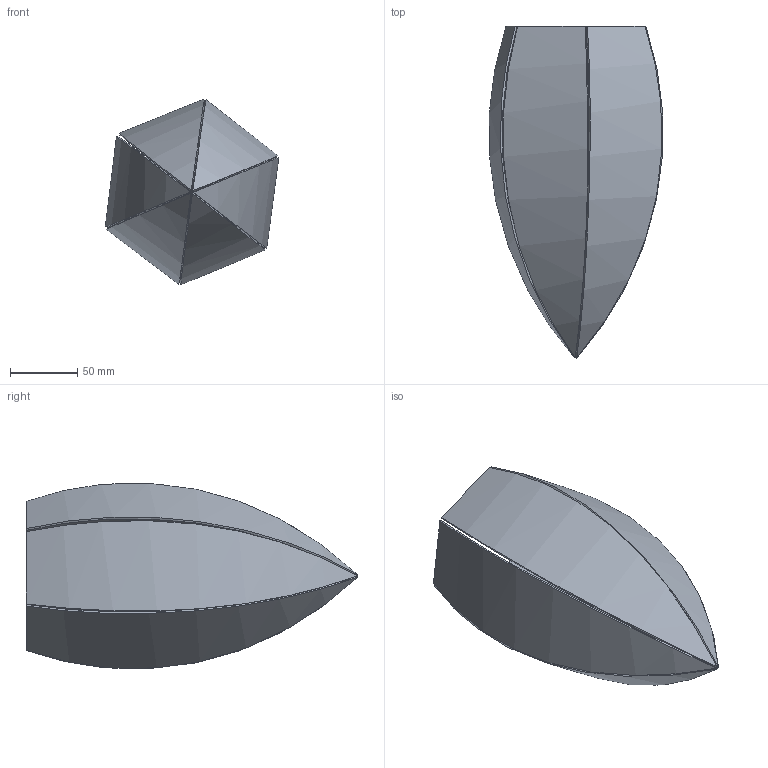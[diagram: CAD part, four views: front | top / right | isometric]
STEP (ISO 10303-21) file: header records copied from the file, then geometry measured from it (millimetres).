
FILE_DESCRIPTION(/* description */ (''),/* implementation_level */ '2;1');
FILE_NAME(/* name */ 'Christel 011.stp',/* time_stamp */ '2021-03-28T16:52:22+02:00',/* author */ ('Mikes'),/* organization */ (''),/* preprocessor_version */ 'ST-DEVELOPER v18.1',/* originating_system */ 'Autodesk Inventor 2021',/* authorisation */ '');
FILE_SCHEMA (('AUTOMOTIVE_DESIGN { 1 0 10303 214 3 1 1 }'));
Length unit declared in the file: millimetre
Products named in the file (2): Assembly1; Part4
Assembly tree (6 placements, depth 2):
  Assembly1
    Part4  x6
Bounding box: 128.7 x 246.43 x 137.7 mm (x, y, z)
Volume: 119160 mm3; surface area: 164155.9 mm2
Topology: 6 solids, 6 shells, 36 faces, 72 edges, 48 vertices
Faces by surface type: cylinder 24, plane 12
Entity records: 383 total; most frequent: CARTESIAN_POINT 119, DIRECTION 42, ORIENTED_EDGE 24, AXIS2_PLACEMENT_3D 19, EDGE_CURVE 12, VERTEX_POINT 8, PRODUCT_DEFINITION_SHAPE 8, CONTEXT_DEPENDENT_OVER_RIDING_STYLED_ITEM 6
